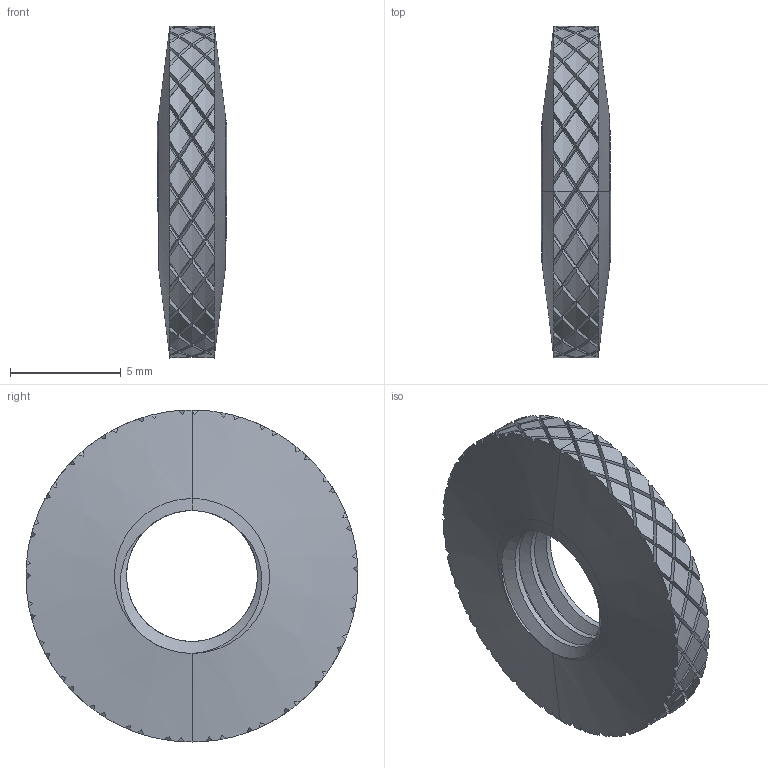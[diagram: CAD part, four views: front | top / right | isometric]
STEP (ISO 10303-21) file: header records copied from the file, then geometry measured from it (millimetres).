
FILE_DESCRIPTION (( 'STEP AP203' ), '1' );
FILE_NAME ('Contre-écrou.STEP', '2023-04-13T16:12:31', ( '' ), ( '' ), 'SwSTEP 2.0', 'SolidWorks 2020', '' );
FILE_SCHEMA (( 'CONFIG_CONTROL_DESIGN' ));
Products named in the file (1): Contre-écrou
Bounding box: 3.14 x 15 x 15 mm (x, y, z)
Volume: 353.6 mm3; surface area: 527.2 mm2
Topology: 1 solids, 1 shells, 546 faces, 1252 edges, 706 vertices
Faces by surface type: bspline 407, cylinder 135, cone 4
Entity records: 57525 total; most frequent: CARTESIAN_POINT 49945, ORIENTED_EDGE 2504, EDGE_CURVE 1252, VERTEX_POINT 706, EDGE_LOOP 546, FACE_OUTER_BOUND 546, ADVANCED_FACE 546, DIRECTION 511
